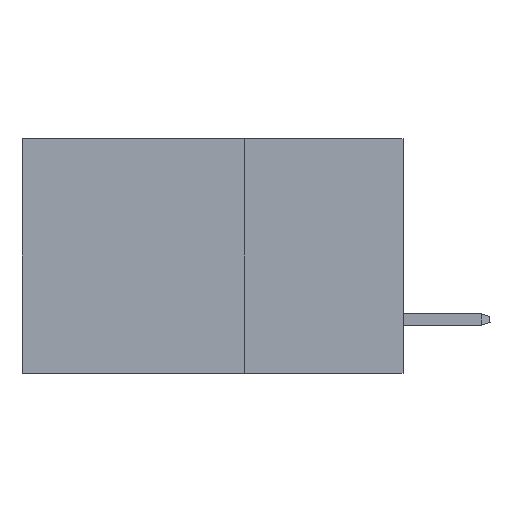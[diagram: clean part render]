
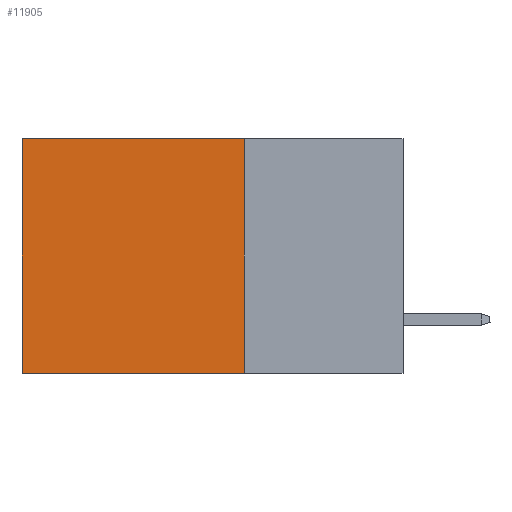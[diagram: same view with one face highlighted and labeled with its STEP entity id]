
A CAD part, left-side view. The second image highlights one B-rep face of the part: STEP entity #11905.
In plain terms, the highlighted planar face has unit normal (-1, 0, 0).
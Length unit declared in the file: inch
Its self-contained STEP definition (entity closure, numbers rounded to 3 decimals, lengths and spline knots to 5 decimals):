
#119 = VERTEX_POINT ( 'NONE', #12651 ) ;
#212 = VECTOR ( 'NONE', #14691, 39.37008 ) ;
#1236 = VERTEX_POINT ( 'NONE', #21090 ) ;
#1721 = DIRECTION ( 'NONE',  ( 1., 0., 0. ) ) ;
#2665 = ORIENTED_EDGE ( 'NONE', *, *, #38061, .F. ) ;
#3762 = VECTOR ( 'NONE', #35080, 39.37008 ) ;
#5690 = AXIS2_PLACEMENT_3D ( 'NONE', #25087, #1721, #34436 ) ;
#9728 = DIRECTION ( 'NONE',  ( 0., 1., 0. ) ) ;
#11905 = ADVANCED_FACE ( 'NONE', ( #27998 ), #31522, .F. ) ;
#12651 = CARTESIAN_POINT ( 'NONE',  ( 0.2875, 0.25, -0.37 ) ) ;
#14129 = LINE ( 'NONE', #25994, #212 ) ;
#14691 = DIRECTION ( 'NONE',  ( 0., 0., -1. ) ) ;
#16407 = CARTESIAN_POINT ( 'NONE',  ( 0.2875, 0.25, -0.37 ) ) ;
#18233 = VERTEX_POINT ( 'NONE', #34225 ) ;
#18369 = CARTESIAN_POINT ( 'NONE',  ( 0.2875, 0.6, -0.37 ) ) ;
#19613 = ORIENTED_EDGE ( 'NONE', *, *, #26175, .T. ) ;
#20267 = EDGE_CURVE ( 'NONE', #1236, #18233, #34862, .T. ) ;
#21034 = CARTESIAN_POINT ( 'NONE',  ( 0.2875, 0.25, 0. ) ) ;
#21090 = CARTESIAN_POINT ( 'NONE',  ( 0.2875, 0.25, 0. ) ) ;
#22915 = CARTESIAN_POINT ( 'NONE',  ( 0.2875, 0.25, 0. ) ) ;
#23178 = VERTEX_POINT ( 'NONE', #18369 ) ;
#25087 = CARTESIAN_POINT ( 'NONE',  ( 0.2875, 0.25, 0. ) ) ;
#25829 = LINE ( 'NONE', #22915, #35887 ) ;
#25994 = CARTESIAN_POINT ( 'NONE',  ( 0.2875, 0.6, 0. ) ) ;
#25996 = ORIENTED_EDGE ( 'NONE', *, *, #20267, .T. ) ;
#26175 = EDGE_CURVE ( 'NONE', #18233, #23178, #14129, .T. ) ;
#27998 = FACE_OUTER_BOUND ( 'NONE', #37837, .T. ) ;
#28841 = LINE ( 'NONE', #16407, #3762 ) ;
#31522 = PLANE ( 'NONE',  #5690 ) ;
#32139 = EDGE_CURVE ( 'NONE', #1236, #119, #25829, .T. ) ;
#34225 = CARTESIAN_POINT ( 'NONE',  ( 0.2875, 0.6, 0. ) ) ;
#34301 = VECTOR ( 'NONE', #9728, 39.37008 ) ;
#34436 = DIRECTION ( 'NONE',  ( 0., 0., -1. ) ) ;
#34799 = DIRECTION ( 'NONE',  ( 0., 0., -1. ) ) ;
#34862 = LINE ( 'NONE', #21034, #34301 ) ;
#35080 = DIRECTION ( 'NONE',  ( 0., 1., 0. ) ) ;
#35887 = VECTOR ( 'NONE', #34799, 39.37008 ) ;
#36925 = ORIENTED_EDGE ( 'NONE', *, *, #32139, .F. ) ;
#37837 = EDGE_LOOP ( 'NONE', ( #19613, #2665, #36925, #25996 ) ) ;
#38061 = EDGE_CURVE ( 'NONE', #119, #23178, #28841, .T. ) ;
